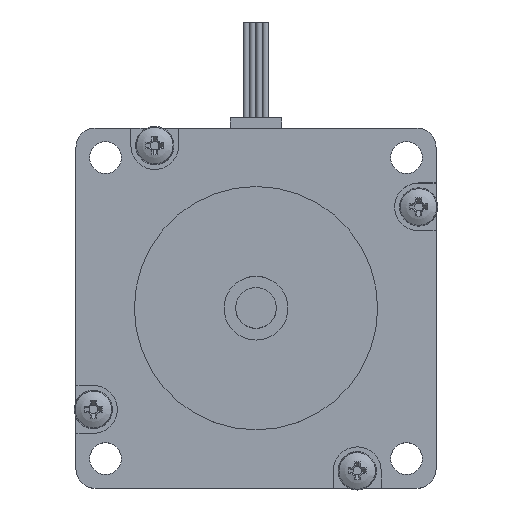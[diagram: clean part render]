
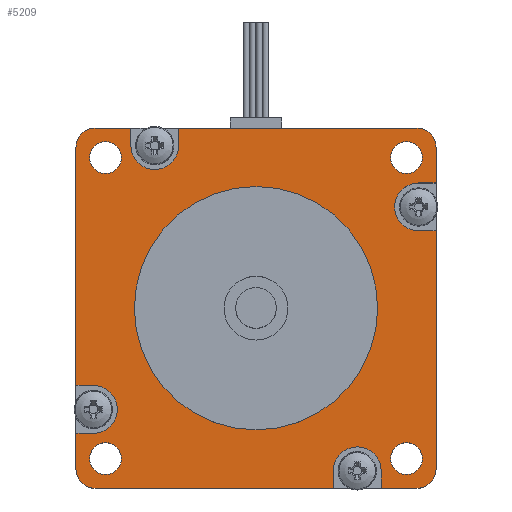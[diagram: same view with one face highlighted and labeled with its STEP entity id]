
A CAD part, top view. The second image highlights one B-rep face of the part: STEP entity #5209.
In plain terms, the highlighted planar face has unit normal (0, 0, 1).
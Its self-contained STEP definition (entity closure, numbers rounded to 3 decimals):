
#176=LINE('',#7865,#542);
#180=LINE('',#7877,#546);
#185=LINE('',#7888,#551);
#189=LINE('',#7900,#555);
#194=LINE('',#7911,#560);
#198=LINE('',#7923,#564);
#201=LINE('',#7929,#567);
#202=LINE('',#7933,#568);
#203=LINE('',#7935,#569);
#204=LINE('',#7939,#570);
#205=LINE('',#7941,#571);
#206=LINE('',#7944,#572);
#207=LINE('',#7946,#573);
#208=LINE('',#7949,#574);
#209=LINE('',#7951,#575);
#210=LINE('',#7954,#576);
#542=VECTOR('',#6214,10.);
#546=VECTOR('',#6226,10.);
#551=VECTOR('',#6235,10.);
#555=VECTOR('',#6247,10.);
#560=VECTOR('',#6256,10.);
#564=VECTOR('',#6268,10.);
#567=VECTOR('',#6275,10.);
#568=VECTOR('',#6278,10.);
#569=VECTOR('',#6279,10.);
#570=VECTOR('',#6282,10.);
#571=VECTOR('',#6283,10.);
#572=VECTOR('',#6286,10.);
#573=VECTOR('',#6287,10.);
#574=VECTOR('',#6290,10.);
#575=VECTOR('',#6291,10.);
#576=VECTOR('',#6294,10.);
#916=PLANE('',#5563);
#1074=FACE_BOUND('',#1492,.T.);
#1075=FACE_BOUND('',#1493,.T.);
#1076=FACE_BOUND('',#1494,.T.);
#1077=FACE_BOUND('',#1495,.T.);
#1078=FACE_BOUND('',#1496,.T.);
#1161=FACE_OUTER_BOUND('',#1491,.T.);
#1491=EDGE_LOOP('',(#3499,#3500,#3501,#3502,#3503,#3504,#3505,#3506,#3507,
#3508,#3509,#3510,#3511,#3512,#3513,#3514,#3515,#3516,#3517,#3518,#3519,
#3520,#3521,#3522));
#1492=EDGE_LOOP('',(#3523));
#1493=EDGE_LOOP('',(#3524));
#1494=EDGE_LOOP('',(#3525));
#1495=EDGE_LOOP('',(#3526));
#1496=EDGE_LOOP('',(#3527));
#1873=CIRCLE('',#5548,3.75);
#1875=CIRCLE('',#5554,3.75);
#1877=CIRCLE('',#5560,3.75);
#1878=CIRCLE('',#5564,3.);
#1879=CIRCLE('',#5565,3.75);
#1880=CIRCLE('',#5566,3.);
#1881=CIRCLE('',#5567,3.);
#1882=CIRCLE('',#5568,3.);
#1883=CIRCLE('',#5569,2.5);
#1884=CIRCLE('',#5570,2.5);
#1885=CIRCLE('',#5571,2.5);
#1886=CIRCLE('',#5572,2.5);
#1887=CIRCLE('',#5573,19.05);
#2182=VERTEX_POINT('',#7862);
#2183=VERTEX_POINT('',#7864);
#2185=VERTEX_POINT('',#7870);
#2187=VERTEX_POINT('',#7876);
#2190=VERTEX_POINT('',#7885);
#2191=VERTEX_POINT('',#7887);
#2193=VERTEX_POINT('',#7893);
#2195=VERTEX_POINT('',#7899);
#2198=VERTEX_POINT('',#7908);
#2199=VERTEX_POINT('',#7910);
#2201=VERTEX_POINT('',#7916);
#2203=VERTEX_POINT('',#7922);
#2204=VERTEX_POINT('',#7928);
#2205=VERTEX_POINT('',#7930);
#2206=VERTEX_POINT('',#7932);
#2207=VERTEX_POINT('',#7934);
#2208=VERTEX_POINT('',#7936);
#2209=VERTEX_POINT('',#7938);
#2210=VERTEX_POINT('',#7940);
#2211=VERTEX_POINT('',#7942);
#2212=VERTEX_POINT('',#7945);
#2213=VERTEX_POINT('',#7947);
#2214=VERTEX_POINT('',#7950);
#2215=VERTEX_POINT('',#7952);
#2216=VERTEX_POINT('',#7955);
#2217=VERTEX_POINT('',#7957);
#2218=VERTEX_POINT('',#7959);
#2219=VERTEX_POINT('',#7961);
#2220=VERTEX_POINT('',#7963);
#2694=EDGE_CURVE('',#2183,#2182,#176,.T.);
#2697=EDGE_CURVE('',#2185,#2183,#1873,.T.);
#2700=EDGE_CURVE('',#2187,#2185,#180,.T.);
#2705=EDGE_CURVE('',#2191,#2190,#185,.T.);
#2708=EDGE_CURVE('',#2193,#2191,#1875,.T.);
#2711=EDGE_CURVE('',#2195,#2193,#189,.T.);
#2716=EDGE_CURVE('',#2199,#2198,#194,.T.);
#2719=EDGE_CURVE('',#2201,#2199,#1877,.T.);
#2722=EDGE_CURVE('',#2203,#2201,#198,.T.);
#2725=EDGE_CURVE('',#2204,#2182,#201,.T.);
#2726=EDGE_CURVE('',#2205,#2204,#1878,.T.);
#2727=EDGE_CURVE('',#2206,#2205,#202,.T.);
#2728=EDGE_CURVE('',#2206,#2207,#203,.T.);
#2729=EDGE_CURVE('',#2207,#2208,#1879,.T.);
#2730=EDGE_CURVE('',#2208,#2209,#204,.T.);
#2731=EDGE_CURVE('',#2210,#2209,#205,.T.);
#2732=EDGE_CURVE('',#2211,#2210,#1880,.T.);
#2733=EDGE_CURVE('',#2203,#2211,#206,.T.);
#2734=EDGE_CURVE('',#2212,#2198,#207,.T.);
#2735=EDGE_CURVE('',#2213,#2212,#1881,.T.);
#2736=EDGE_CURVE('',#2195,#2213,#208,.T.);
#2737=EDGE_CURVE('',#2214,#2190,#209,.T.);
#2738=EDGE_CURVE('',#2215,#2214,#1882,.T.);
#2739=EDGE_CURVE('',#2187,#2215,#210,.T.);
#2740=EDGE_CURVE('',#2216,#2216,#1883,.T.);
#2741=EDGE_CURVE('',#2217,#2217,#1884,.T.);
#2742=EDGE_CURVE('',#2218,#2218,#1885,.T.);
#2743=EDGE_CURVE('',#2219,#2219,#1886,.T.);
#2744=EDGE_CURVE('',#2220,#2220,#1887,.T.);
#3499=ORIENTED_EDGE('',*,*,#2700,.T.);
#3500=ORIENTED_EDGE('',*,*,#2697,.T.);
#3501=ORIENTED_EDGE('',*,*,#2694,.T.);
#3502=ORIENTED_EDGE('',*,*,#2725,.F.);
#3503=ORIENTED_EDGE('',*,*,#2726,.F.);
#3504=ORIENTED_EDGE('',*,*,#2727,.F.);
#3505=ORIENTED_EDGE('',*,*,#2728,.T.);
#3506=ORIENTED_EDGE('',*,*,#2729,.T.);
#3507=ORIENTED_EDGE('',*,*,#2730,.T.);
#3508=ORIENTED_EDGE('',*,*,#2731,.F.);
#3509=ORIENTED_EDGE('',*,*,#2732,.F.);
#3510=ORIENTED_EDGE('',*,*,#2733,.F.);
#3511=ORIENTED_EDGE('',*,*,#2722,.T.);
#3512=ORIENTED_EDGE('',*,*,#2719,.T.);
#3513=ORIENTED_EDGE('',*,*,#2716,.T.);
#3514=ORIENTED_EDGE('',*,*,#2734,.F.);
#3515=ORIENTED_EDGE('',*,*,#2735,.F.);
#3516=ORIENTED_EDGE('',*,*,#2736,.F.);
#3517=ORIENTED_EDGE('',*,*,#2711,.T.);
#3518=ORIENTED_EDGE('',*,*,#2708,.T.);
#3519=ORIENTED_EDGE('',*,*,#2705,.T.);
#3520=ORIENTED_EDGE('',*,*,#2737,.F.);
#3521=ORIENTED_EDGE('',*,*,#2738,.F.);
#3522=ORIENTED_EDGE('',*,*,#2739,.F.);
#3523=ORIENTED_EDGE('',*,*,#2740,.T.);
#3524=ORIENTED_EDGE('',*,*,#2741,.T.);
#3525=ORIENTED_EDGE('',*,*,#2742,.T.);
#3526=ORIENTED_EDGE('',*,*,#2743,.T.);
#3527=ORIENTED_EDGE('',*,*,#2744,.T.);
#5209=ADVANCED_FACE('',(#1161,#1074,#1075,#1076,#1077,#1078),#916,.T.);
#5548=AXIS2_PLACEMENT_3D('',#7871,#6220,#6221);
#5554=AXIS2_PLACEMENT_3D('',#7894,#6241,#6242);
#5560=AXIS2_PLACEMENT_3D('',#7917,#6262,#6263);
#5563=AXIS2_PLACEMENT_3D('',#7927,#6273,#6274);
#5564=AXIS2_PLACEMENT_3D('',#7931,#6276,#6277);
#5565=AXIS2_PLACEMENT_3D('',#7937,#6280,#6281);
#5566=AXIS2_PLACEMENT_3D('',#7943,#6284,#6285);
#5567=AXIS2_PLACEMENT_3D('',#7948,#6288,#6289);
#5568=AXIS2_PLACEMENT_3D('',#7953,#6292,#6293);
#5569=AXIS2_PLACEMENT_3D('',#7956,#6295,#6296);
#5570=AXIS2_PLACEMENT_3D('',#7958,#6297,#6298);
#5571=AXIS2_PLACEMENT_3D('',#7960,#6299,#6300);
#5572=AXIS2_PLACEMENT_3D('',#7962,#6301,#6302);
#5573=AXIS2_PLACEMENT_3D('',#7964,#6303,#6304);
#6214=DIRECTION('',(-1.,0.,0.));
#6220=DIRECTION('center_axis',(0.,0.,-1.));
#6221=DIRECTION('ref_axis',(0.,-1.,0.));
#6226=DIRECTION('',(1.,0.,0.));
#6235=DIRECTION('',(0.,1.,0.));
#6241=DIRECTION('center_axis',(0.,0.,-1.));
#6242=DIRECTION('ref_axis',(-1.,0.,0.));
#6247=DIRECTION('',(0.,-1.,0.));
#6256=DIRECTION('',(1.,0.,0.));
#6262=DIRECTION('center_axis',(0.,0.,-1.));
#6263=DIRECTION('ref_axis',(0.,1.,0.));
#6268=DIRECTION('',(-1.,0.,0.));
#6273=DIRECTION('center_axis',(0.,0.,1.));
#6274=DIRECTION('ref_axis',(1.,0.,0.));
#6275=DIRECTION('',(0.,1.,0.));
#6276=DIRECTION('center_axis',(0.,0.,-1.));
#6277=DIRECTION('ref_axis',(-0.707,-0.707,0.));
#6278=DIRECTION('',(-1.,0.,0.));
#6279=DIRECTION('',(0.,1.,0.));
#6280=DIRECTION('center_axis',(0.,0.,-1.));
#6281=DIRECTION('ref_axis',(1.,0.,0.));
#6282=DIRECTION('',(0.,-1.,0.));
#6283=DIRECTION('',(-1.,0.,0.));
#6284=DIRECTION('center_axis',(0.,0.,-1.));
#6285=DIRECTION('ref_axis',(0.707,-0.707,0.));
#6286=DIRECTION('',(0.,-1.,0.));
#6287=DIRECTION('',(0.,-1.,0.));
#6288=DIRECTION('center_axis',(0.,0.,-1.));
#6289=DIRECTION('ref_axis',(0.707,0.707,0.));
#6290=DIRECTION('',(1.,0.,0.));
#6291=DIRECTION('',(1.,0.,0.));
#6292=DIRECTION('center_axis',(0.,0.,-1.));
#6293=DIRECTION('ref_axis',(-0.707,0.707,0.));
#6294=DIRECTION('',(0.,1.,0.));
#6295=DIRECTION('center_axis',(0.,0.,-1.));
#6296=DIRECTION('ref_axis',(1.,0.,0.));
#6297=DIRECTION('center_axis',(0.,0.,-1.));
#6298=DIRECTION('ref_axis',(1.,0.,0.));
#6299=DIRECTION('center_axis',(0.,0.,-1.));
#6300=DIRECTION('ref_axis',(1.,0.,0.));
#6301=DIRECTION('center_axis',(0.,0.,-1.));
#6302=DIRECTION('ref_axis',(1.,0.,0.));
#6303=DIRECTION('center_axis',(0.,0.,-1.));
#6304=DIRECTION('ref_axis',(-1.,0.,0.));
#7862=CARTESIAN_POINT('',(-28.2,-19.603,4.7));
#7864=CARTESIAN_POINT('',(-25.469,-19.603,4.7));
#7865=CARTESIAN_POINT('',(-14.1,-19.603,4.7));
#7870=CARTESIAN_POINT('',(-25.469,-12.103,4.7));
#7871=CARTESIAN_POINT('Origin',(-25.469,-15.853,4.7));
#7876=CARTESIAN_POINT('',(-28.2,-12.103,4.7));
#7877=CARTESIAN_POINT('',(-12.735,-12.103,4.7));
#7885=CARTESIAN_POINT('',(-19.603,28.2,4.7));
#7887=CARTESIAN_POINT('',(-19.603,25.469,4.7));
#7888=CARTESIAN_POINT('',(-19.603,14.1,4.7));
#7893=CARTESIAN_POINT('',(-12.103,25.469,4.7));
#7894=CARTESIAN_POINT('Origin',(-15.853,25.469,4.7));
#7899=CARTESIAN_POINT('',(-12.103,28.2,4.7));
#7900=CARTESIAN_POINT('',(-12.103,12.735,4.7));
#7908=CARTESIAN_POINT('',(28.2,19.603,4.7));
#7910=CARTESIAN_POINT('',(25.469,19.603,4.7));
#7911=CARTESIAN_POINT('',(14.1,19.603,4.7));
#7916=CARTESIAN_POINT('',(25.469,12.103,4.7));
#7917=CARTESIAN_POINT('Origin',(25.469,15.853,4.7));
#7922=CARTESIAN_POINT('',(28.2,12.103,4.7));
#7923=CARTESIAN_POINT('',(12.735,12.103,4.7));
#7927=CARTESIAN_POINT('Origin',(0.,0.,
4.7));
#7928=CARTESIAN_POINT('',(-28.2,-25.2,4.7));
#7929=CARTESIAN_POINT('',(-28.2,-28.2,4.7));
#7930=CARTESIAN_POINT('',(-25.2,-28.2,4.7));
#7931=CARTESIAN_POINT('Origin',(-25.2,-25.2,4.7));
#7932=CARTESIAN_POINT('',(12.103,-28.2,4.7));
#7933=CARTESIAN_POINT('',(28.2,-28.2,4.7));
#7934=CARTESIAN_POINT('',(12.103,-25.469,4.7));
#7935=CARTESIAN_POINT('',(12.103,-12.735,4.7));
#7936=CARTESIAN_POINT('',(19.603,-25.469,4.7));
#7937=CARTESIAN_POINT('Origin',(15.853,-25.469,4.7));
#7938=CARTESIAN_POINT('',(19.603,-28.2,4.7));
#7939=CARTESIAN_POINT('',(19.603,-14.1,4.7));
#7940=CARTESIAN_POINT('',(25.2,-28.2,4.7));
#7941=CARTESIAN_POINT('',(28.2,-28.2,4.7));
#7942=CARTESIAN_POINT('',(28.2,-25.2,4.7));
#7943=CARTESIAN_POINT('Origin',(25.2,-25.2,4.7));
#7944=CARTESIAN_POINT('',(28.2,28.2,4.7));
#7945=CARTESIAN_POINT('',(28.2,25.2,4.7));
#7946=CARTESIAN_POINT('',(28.2,28.2,4.7));
#7947=CARTESIAN_POINT('',(25.2,28.2,4.7));
#7948=CARTESIAN_POINT('Origin',(25.2,25.2,4.7));
#7949=CARTESIAN_POINT('',(-28.2,28.2,4.7));
#7950=CARTESIAN_POINT('',(-25.2,28.2,4.7));
#7951=CARTESIAN_POINT('',(-28.2,28.2,4.7));
#7952=CARTESIAN_POINT('',(-28.2,25.2,4.7));
#7953=CARTESIAN_POINT('Origin',(-25.2,25.2,4.7));
#7954=CARTESIAN_POINT('',(-28.2,-28.2,4.7));
#7955=CARTESIAN_POINT('',(26.07,-23.57,4.7));
#7956=CARTESIAN_POINT('Origin',(23.57,-23.57,4.7));
#7957=CARTESIAN_POINT('',(26.07,23.57,4.7));
#7958=CARTESIAN_POINT('Origin',(23.57,23.57,4.7));
#7959=CARTESIAN_POINT('',(-21.07,-23.57,4.7));
#7960=CARTESIAN_POINT('Origin',(-23.57,-23.57,4.7));
#7961=CARTESIAN_POINT('',(-21.07,23.57,4.7));
#7962=CARTESIAN_POINT('Origin',(-23.57,23.57,4.7));
#7963=CARTESIAN_POINT('',(19.05,0.,4.7));
#7964=CARTESIAN_POINT('Origin',(0.,0.,
4.7));
